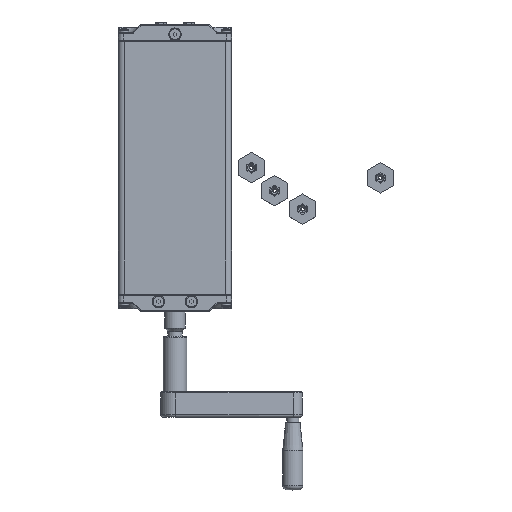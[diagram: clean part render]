
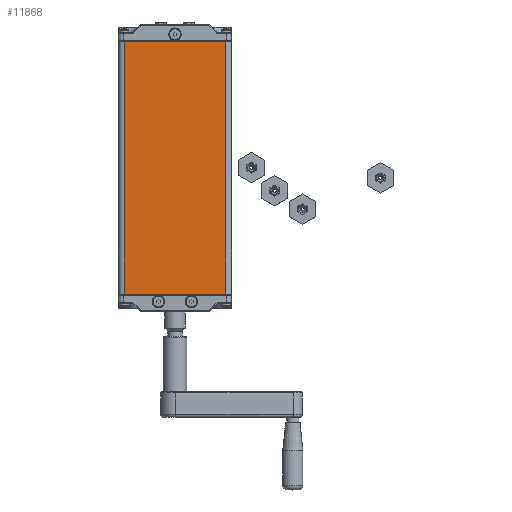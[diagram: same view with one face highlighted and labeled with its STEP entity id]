
A CAD part, top view. The second image highlights one B-rep face of the part: STEP entity #11868.
In plain terms, the highlighted planar face has unit normal (0, 0, 1).
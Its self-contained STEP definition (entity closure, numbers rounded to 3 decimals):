
#754=PLANE('',#13112);
#1012=FACE_OUTER_BOUND('',#1799,.T.);
#1799=EDGE_LOOP('',(#8124,#8125,#8126,#8127));
#2704=LINE('',#18970,#3573);
#2705=LINE('',#18972,#3574);
#2706=LINE('',#18974,#3575);
#2707=LINE('',#18975,#3576);
#3573=VECTOR('',#14819,267.5);
#3574=VECTOR('',#14820,108.);
#3575=VECTOR('',#14821,267.5);
#3576=VECTOR('',#14822,108.);
#5263=VERTEX_POINT('',#18968);
#5264=VERTEX_POINT('',#18969);
#5265=VERTEX_POINT('',#18971);
#5266=VERTEX_POINT('',#18973);
#6329=EDGE_CURVE('',#5263,#5264,#2704,.F.);
#6330=EDGE_CURVE('',#5264,#5265,#2705,.T.);
#6331=EDGE_CURVE('',#5265,#5266,#2706,.T.);
#6332=EDGE_CURVE('',#5266,#5263,#2707,.F.);
#8124=ORIENTED_EDGE('',*,*,#6329,.T.);
#8125=ORIENTED_EDGE('',*,*,#6330,.T.);
#8126=ORIENTED_EDGE('',*,*,#6331,.T.);
#8127=ORIENTED_EDGE('',*,*,#6332,.T.);
#11868=ADVANCED_FACE('',(#1012),#754,.T.);
#13112=AXIS2_PLACEMENT_3D('',#18967,#14817,#14818);
#14817=DIRECTION('center_axis',(0.,0.,1.));
#14818=DIRECTION('ref_axis',(1.,0.,0.));
#14819=DIRECTION('',(0.,-1.,0.));
#14820=DIRECTION('',(-1.,0.,0.));
#14821=DIRECTION('',(0.,-1.,0.));
#14822=DIRECTION('',(-1.,0.,0.));
#18967=CARTESIAN_POINT('Origin',(60.,268.5,30.));
#18968=CARTESIAN_POINT('',(54.,0.5,30.));
#18969=CARTESIAN_POINT('',(54.,268.,30.));
#18970=CARTESIAN_POINT('',(54.,268.,30.));
#18971=CARTESIAN_POINT('',(-54.,268.,30.));
#18972=CARTESIAN_POINT('',(54.,268.,30.));
#18973=CARTESIAN_POINT('',(-54.,0.5,30.));
#18974=CARTESIAN_POINT('',(-54.,268.,30.));
#18975=CARTESIAN_POINT('',(54.,0.5,30.));
